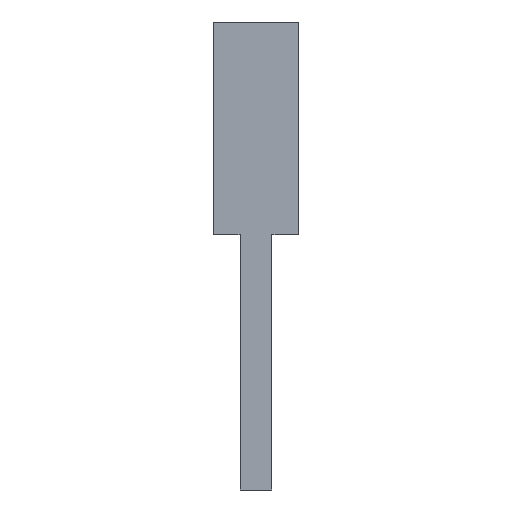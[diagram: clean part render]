
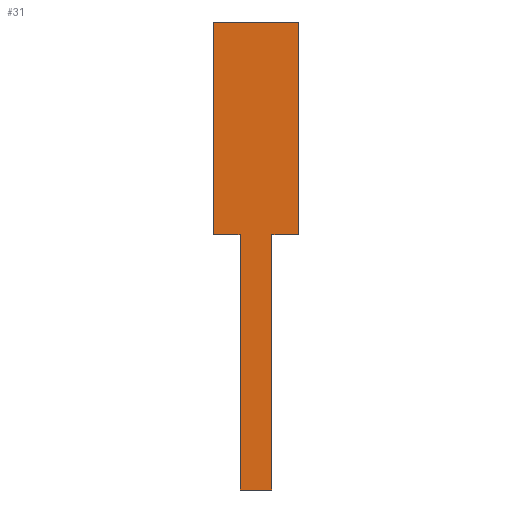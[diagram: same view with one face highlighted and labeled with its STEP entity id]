
A CAD part, left-side view. The second image highlights one B-rep face of the part: STEP entity #31.
In plain terms, the highlighted planar face has unit normal (-1, 0, 0).
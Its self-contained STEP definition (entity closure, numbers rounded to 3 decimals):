
#3 = CARTESIAN_POINT ( 'NONE',  ( -6., -0.75, -22. ) ) ;
#6 = ORIENTED_EDGE ( 'NONE', *, *, #224, .F. ) ;
#9 = EDGE_LOOP ( 'NONE', ( #6, #275, #38, #15, #196, #128, #25, #266 ) ) ;
#15 = ORIENTED_EDGE ( 'NONE', *, *, #216, .F. ) ;
#20 = VERTEX_POINT ( 'NONE', #299 ) ;
#24 = LINE ( 'NONE', #230, #48 ) ;
#25 = ORIENTED_EDGE ( 'NONE', *, *, #212, .F. ) ;
#28 = LINE ( 'NONE', #290, #54 ) ;
#29 = VERTEX_POINT ( 'NONE', #249 ) ;
#30 = CARTESIAN_POINT ( 'NONE',  ( -6., -2., -10. ) ) ;
#31 = ADVANCED_FACE ( 'NONE', ( #331 ), #137, .T. ) ;
#38 = ORIENTED_EDGE ( 'NONE', *, *, #195, .F. ) ;
#48 = VECTOR ( 'NONE', #172, 1000. ) ;
#54 = VECTOR ( 'NONE', #200, 1000. ) ;
#69 = DIRECTION ( 'NONE',  ( 0., 0., -1. ) ) ;
#71 = VERTEX_POINT ( 'NONE', #167 ) ;
#78 = VERTEX_POINT ( 'NONE', #252 ) ;
#79 = DIRECTION ( 'NONE',  ( 0., 0., 1. ) ) ;
#82 = CARTESIAN_POINT ( 'NONE',  ( -6., 0.75, -22. ) ) ;
#85 = CARTESIAN_POINT ( 'NONE',  ( -6., -2., 0. ) ) ;
#91 = VECTOR ( 'NONE', #256, 1000. ) ;
#94 = LINE ( 'NONE', #173, #330 ) ;
#100 = LINE ( 'NONE', #202, #108 ) ;
#105 = CARTESIAN_POINT ( 'NONE',  ( -6., 2., -10. ) ) ;
#108 = VECTOR ( 'NONE', #69, 1000. ) ;
#111 = CARTESIAN_POINT ( 'NONE',  ( -6., 2., 0. ) ) ;
#128 = ORIENTED_EDGE ( 'NONE', *, *, #274, .F. ) ;
#132 = CARTESIAN_POINT ( 'NONE',  ( -6., -0.75, -10. ) ) ;
#137 = PLANE ( 'NONE',  #322 ) ;
#141 = VECTOR ( 'NONE', #171, 1000. ) ;
#145 = LINE ( 'NONE', #105, #91 ) ;
#157 = LINE ( 'NONE', #132, #174 ) ;
#159 = VERTEX_POINT ( 'NONE', #82 ) ;
#165 = EDGE_CURVE ( 'NONE', #71, #159, #300, .T. ) ;
#167 = CARTESIAN_POINT ( 'NONE',  ( -6., -0.75, -22. ) ) ;
#171 = DIRECTION ( 'NONE',  ( 0., 1., 0. ) ) ;
#172 = DIRECTION ( 'NONE',  ( 0., 1., 0. ) ) ;
#173 = CARTESIAN_POINT ( 'NONE',  ( -6., 0.75, -22. ) ) ;
#174 = VECTOR ( 'NONE', #208, 1000. ) ;
#177 = VECTOR ( 'NONE', #321, 1000. ) ;
#191 = DIRECTION ( 'NONE',  ( -1., 0., 0. ) ) ;
#195 = EDGE_CURVE ( 'NONE', #29, #78, #145, .T. ) ;
#196 = ORIENTED_EDGE ( 'NONE', *, *, #165, .F. ) ;
#197 = DIRECTION ( 'NONE',  ( 0., 0., 1. ) ) ;
#200 = DIRECTION ( 'NONE',  ( 0., 0., 1. ) ) ;
#202 = CARTESIAN_POINT ( 'NONE',  ( -6., -2., -10. ) ) ;
#208 = DIRECTION ( 'NONE',  ( 0., 0., -1. ) ) ;
#211 = VERTEX_POINT ( 'NONE', #30 ) ;
#212 = EDGE_CURVE ( 'NONE', #211, #305, #24, .T. ) ;
#215 = VERTEX_POINT ( 'NONE', #85 ) ;
#216 = EDGE_CURVE ( 'NONE', #159, #29, #94, .T. ) ;
#224 = EDGE_CURVE ( 'NONE', #20, #215, #325, .T. ) ;
#230 = CARTESIAN_POINT ( 'NONE',  ( -6., -0.75, -10. ) ) ;
#238 = CARTESIAN_POINT ( 'NONE',  ( -6., -0.75, -10. ) ) ;
#249 = CARTESIAN_POINT ( 'NONE',  ( -6., 0.75, -10. ) ) ;
#252 = CARTESIAN_POINT ( 'NONE',  ( -6., 2., -10. ) ) ;
#256 = DIRECTION ( 'NONE',  ( 0., 1., 0. ) ) ;
#266 = ORIENTED_EDGE ( 'NONE', *, *, #282, .F. ) ;
#271 = CARTESIAN_POINT ( 'NONE',  ( -6., 0., 0. ) ) ;
#274 = EDGE_CURVE ( 'NONE', #305, #71, #157, .T. ) ;
#275 = ORIENTED_EDGE ( 'NONE', *, *, #302, .F. ) ;
#282 = EDGE_CURVE ( 'NONE', #215, #211, #100, .T. ) ;
#290 = CARTESIAN_POINT ( 'NONE',  ( -6., 2., -10. ) ) ;
#299 = CARTESIAN_POINT ( 'NONE',  ( -6., 2., 0. ) ) ;
#300 = LINE ( 'NONE', #3, #141 ) ;
#302 = EDGE_CURVE ( 'NONE', #78, #20, #28, .T. ) ;
#305 = VERTEX_POINT ( 'NONE', #238 ) ;
#321 = DIRECTION ( 'NONE',  ( 0., -1., 0. ) ) ;
#322 = AXIS2_PLACEMENT_3D ( 'NONE', #271, #191, #79 ) ;
#325 = LINE ( 'NONE', #111, #177 ) ;
#330 = VECTOR ( 'NONE', #197, 1000. ) ;
#331 = FACE_OUTER_BOUND ( 'NONE', #9, .T. ) ;
